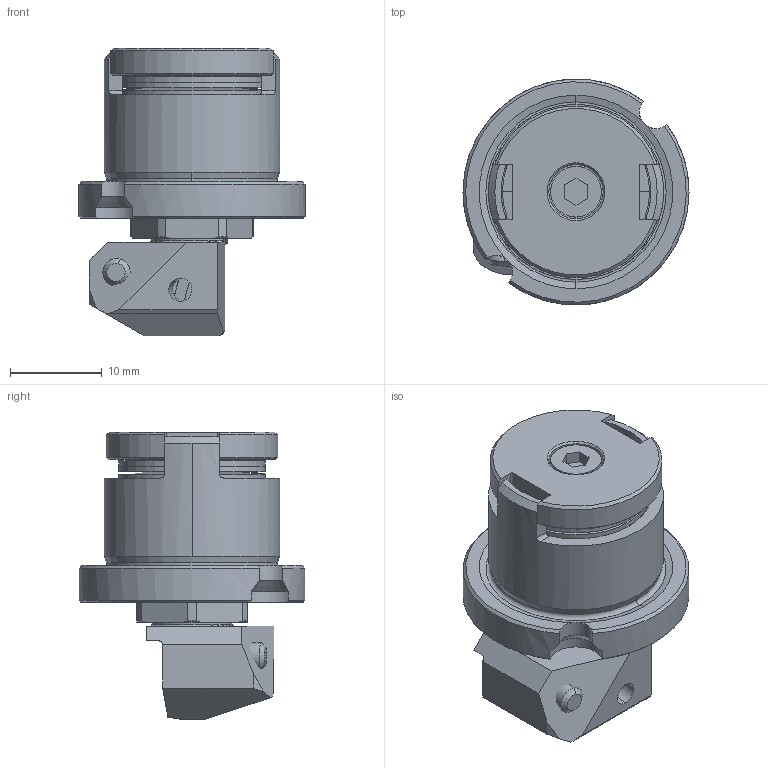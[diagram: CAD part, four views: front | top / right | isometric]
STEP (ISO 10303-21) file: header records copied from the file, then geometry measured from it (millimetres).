
FILE_DESCRIPTION(/* description */ (''),/* implementation_level */ '2;1');
FILE_NAME(/* name */ 'FV2-FVPN21.stp',/* time_stamp */ '2019-09-03T15:16:08+09:00',/* author */ (''),/* organization */ (''),/* preprocessor_version */ 'ST-DEVELOPER v16',/* originating_system */ 'SIEMENS PLM Software NX 10.0',/* authorisation */ '');
FILE_SCHEMA (('AUTOMOTIVE_DESIGN { 1 0 10303 214 3 1 1 1 }'));
Length unit declared in the file: millimetre
Products named in the file (1): FV2_ASM
Bounding box: 24.58 x 24.56 x 31.31 mm (x, y, z)
Volume: 6707.3 mm3; surface area: 9147.5 mm2
Topology: 16 solids, 16 shells, 1114 faces, 3076 edges, 2008 vertices
Faces by surface type: plane 831, cone 144, cylinder 114, torus 25
Entity records: 36295 total; most frequent: CARTESIAN_POINT 7220, ORIENTED_EDGE 6144, DIRECTION 5818, EDGE_CURVE 3072, LINE 2262, VECTOR 2262, VERTEX_POINT 2008, AXIS2_PLACEMENT_3D 1778
